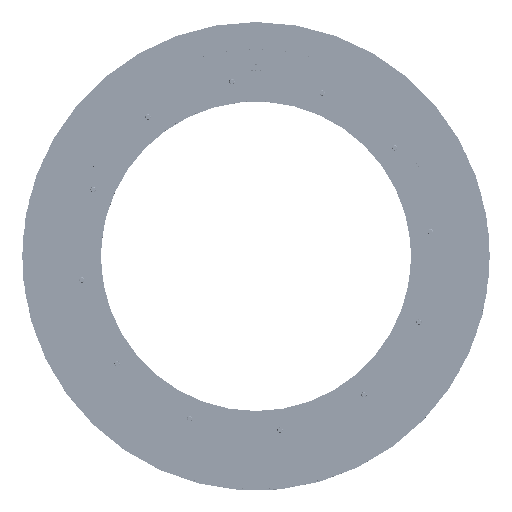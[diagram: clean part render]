
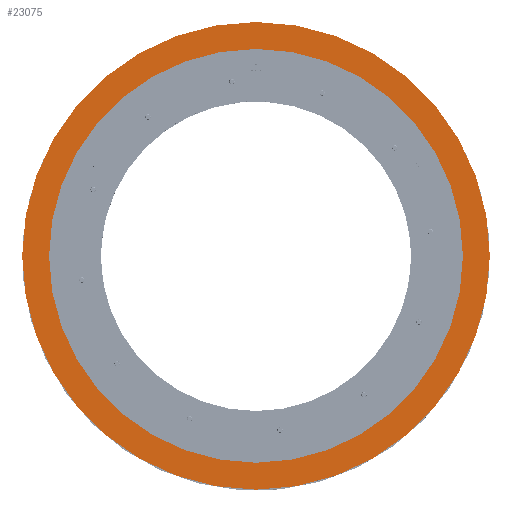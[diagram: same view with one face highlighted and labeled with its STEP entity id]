
A CAD part, top view. The second image highlights one B-rep face of the part: STEP entity #23075.
In plain terms, the highlighted planar face has unit normal (0, 0, 1).
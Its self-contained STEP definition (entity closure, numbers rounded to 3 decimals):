
#5830 = FACE_BOUND ( 'NONE', #25987, .T. ) ;
#5831 = FACE_OUTER_BOUND ( 'NONE', #25988, .T. ) ;
#6523 = CARTESIAN_POINT ( 'NONE',  ( 0., 0., 70. ) ) ;
#6524 = DIRECTION ( 'NONE',  ( 0., 0., 1. ) ) ;
#6525 = DIRECTION ( 'NONE',  ( 1., 0., 0. ) ) ;
#6658 = CARTESIAN_POINT ( 'NONE',  ( 0., 0., 70. ) ) ;
#6659 = DIRECTION ( 'NONE',  ( 0., 0., 1. ) ) ;
#6660 = DIRECTION ( 'NONE',  ( 1., 0., 0. ) ) ;
#6983 = CARTESIAN_POINT ( 'NONE',  ( 0., 0., 70. ) ) ;
#6984 = DIRECTION ( 'NONE',  ( 0., 0., 1. ) ) ;
#6985 = DIRECTION ( 'NONE',  ( 1., 0., 0. ) ) ;
#6986 = CARTESIAN_POINT ( 'NONE',  ( 0., 0., 70. ) ) ;
#6987 = DIRECTION ( 'NONE',  ( 0., 0., 1. ) ) ;
#6988 = DIRECTION ( 'NONE',  ( 1., 0., 0. ) ) ;
#7049 = PLANE ( 'NONE',  #7697 ) ;
#7050 = CARTESIAN_POINT ( 'NONE',  ( 0., 0., 70. ) ) ;
#7051 = DIRECTION ( 'NONE',  ( 0., 0., 1. ) ) ;
#7052 = DIRECTION ( 'NONE',  ( 1., 0., 0. ) ) ;
#7379 = CIRCLE ( 'NONE', #7380, 500. ) ;
#7380 = AXIS2_PLACEMENT_3D ( 'NONE', #6523, #6524, #6525 ) ;
#7459 = CIRCLE ( 'NONE', #7461, 565. ) ;
#7461 = AXIS2_PLACEMENT_3D ( 'NONE', #6658, #6659, #6660 ) ;
#7659 = CIRCLE ( 'NONE', #7666, 500. ) ;
#7661 = CIRCLE ( 'NONE', #7668, 565. ) ;
#7666 = AXIS2_PLACEMENT_3D ( 'NONE', #6983, #6984, #6985 ) ;
#7668 = AXIS2_PLACEMENT_3D ( 'NONE', #6986, #6987, #6988 ) ;
#7697 = AXIS2_PLACEMENT_3D ( 'NONE', #7050, #7051, #7052 ) ;
#13410 = CARTESIAN_POINT ( 'NONE',  ( -500., 0., 70. ) ) ;
#13411 = CARTESIAN_POINT ( 'NONE',  ( 500., 0., 70. ) ) ;
#13460 = CARTESIAN_POINT ( 'NONE',  ( 565., 0., 70. ) ) ;
#13461 = CARTESIAN_POINT ( 'NONE',  ( -565., 0., 70. ) ) ;
#22877 = EDGE_CURVE ( 'NONE', #26859, #26860, #7379, .T. ) ;
#22931 = EDGE_CURVE ( 'NONE', #26909, #26910, #7459, .T. ) ;
#23053 = EDGE_CURVE ( 'NONE', #26860, #26859, #7659, .T. ) ;
#23054 = EDGE_CURVE ( 'NONE', #26910, #26909, #7661, .T. ) ;
#23075 = ADVANCED_FACE ( 'NONE', ( #5830, #5831 ), #7049, .T. ) ;
#24162 = ORIENTED_EDGE ( 'NONE', *, *, #23054, .T. ) ;
#24163 = ORIENTED_EDGE ( 'NONE', *, *, #23053, .F. ) ;
#24165 = ORIENTED_EDGE ( 'NONE', *, *, #22877, .F. ) ;
#24167 = ORIENTED_EDGE ( 'NONE', *, *, #22931, .T. ) ;
#25987 = EDGE_LOOP ( 'NONE', ( #24163, #24165 ) ) ;
#25988 = EDGE_LOOP ( 'NONE', ( #24162, #24167 ) ) ;
#26859 = VERTEX_POINT ( 'NONE', #13410 ) ;
#26860 = VERTEX_POINT ( 'NONE', #13411 ) ;
#26909 = VERTEX_POINT ( 'NONE', #13460 ) ;
#26910 = VERTEX_POINT ( 'NONE', #13461 ) ;
